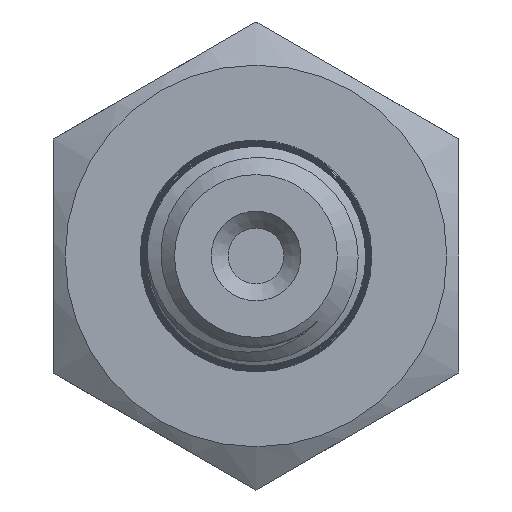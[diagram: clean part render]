
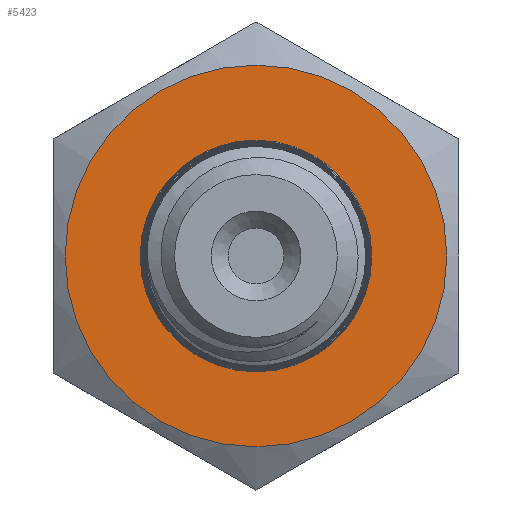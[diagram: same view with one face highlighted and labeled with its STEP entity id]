
A CAD part, left-side view. The second image highlights one B-rep face of the part: STEP entity #5423.
In plain terms, the highlighted planar face has unit normal (-1, 0, 0).
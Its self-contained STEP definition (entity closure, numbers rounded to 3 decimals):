
#298=FACE_BOUND('',#997,.T.);
#331=PLANE('',#5607);
#662=FACE_OUTER_BOUND('',#996,.T.);
#996=EDGE_LOOP('',(#5004));
#997=EDGE_LOOP('',(#5005));
#1037=CIRCLE('',#5514,6.86);
#1069=CIRCLE('',#5600,11.3);
#2132=VERTEX_POINT('',#6901);
#2616=VERTEX_POINT('',#14763);
#2681=EDGE_CURVE('',#2132,#2132,#1037,.T.);
#3409=EDGE_CURVE('',#2616,#2616,#1069,.T.);
#5004=ORIENTED_EDGE('',*,*,#3409,.T.);
#5005=ORIENTED_EDGE('',*,*,#2681,.T.);
#5423=ADVANCED_FACE('',(#662,#298),#331,.T.);
#5514=AXIS2_PLACEMENT_3D('',#6902,#5710,#5711);
#5600=AXIS2_PLACEMENT_3D('',#14764,#6133,#6134);
#5607=AXIS2_PLACEMENT_3D('',#14806,#6154,#6155);
#5710=DIRECTION('center_axis',(1.,0.,0.));
#5711=DIRECTION('ref_axis',(0.,0.,-1.));
#6133=DIRECTION('center_axis',(-1.,0.,0.));
#6134=DIRECTION('ref_axis',(0.,1.,0.));
#6154=DIRECTION('center_axis',(-1.,0.,0.));
#6155=DIRECTION('ref_axis',(0.,0.,1.));
#6901=CARTESIAN_POINT('',(14.,-6.86,0.));
#6902=CARTESIAN_POINT('Origin',(14.,0.,0.));
#14763=CARTESIAN_POINT('',(14.,-11.3,0.));
#14764=CARTESIAN_POINT('Origin',(14.,0.,0.));
#14806=CARTESIAN_POINT('Origin',(14.,12.,0.));
